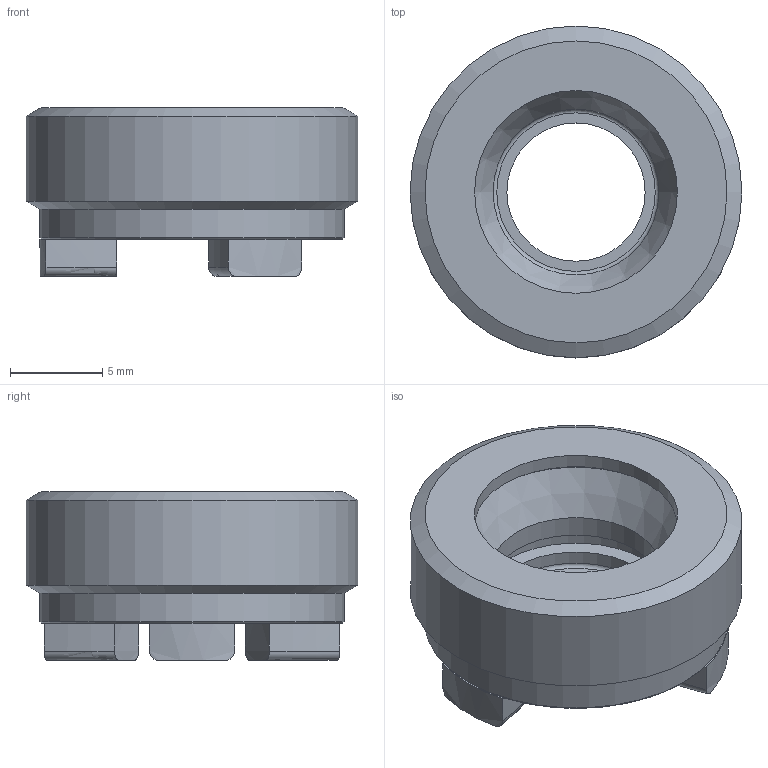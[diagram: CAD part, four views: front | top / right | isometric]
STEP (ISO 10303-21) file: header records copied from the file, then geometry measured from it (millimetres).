
FILE_DESCRIPTION(/* description */ (''),/* implementation_level */ '2;1');
FILE_NAME(/* name */ '331170000.stp',/* time_stamp */ '2022-09-21T14:20:09',/* author */ ('Ratnasingam Jekanthan'),/* organization */ ('REGO-FIX'),/* preprocessor_version */ ' Unknown',/* originating_system */ 'SIEMENS PLM Software Solid Edge ST10',/* authorization */ 'Unknown');
FILE_SCHEMA (('AUTOMOTIVE_DESIGN { 1 0 10303 214 2 1 1}'));
Length unit declared in the file: millimetre
Products named in the file (1): 0025917
Bounding box: 18 x 18 x 9.15 mm (x, y, z)
Volume: 1265.8 mm3; surface area: 1119 mm2
Topology: 1 solids, 1 shells, 44 faces, 104 edges, 64 vertices
Faces by surface type: cylinder 19, plane 10, torus 9, cone 6
Full cylindrical faces by diameter (mm): 7.5 x1, 9 x2, 10.5 x1, 11 x1, 16.5 x1, 18 x1
Entity records: 1234 total; most frequent: DIRECTION 230, CARTESIAN_POINT 230, ORIENTED_EDGE 170, AXIS2_PLACEMENT_3D 109, EDGE_CURVE 85, EDGE_LOOP 64, FACE_BOUND 64, VERTEX_POINT 61
